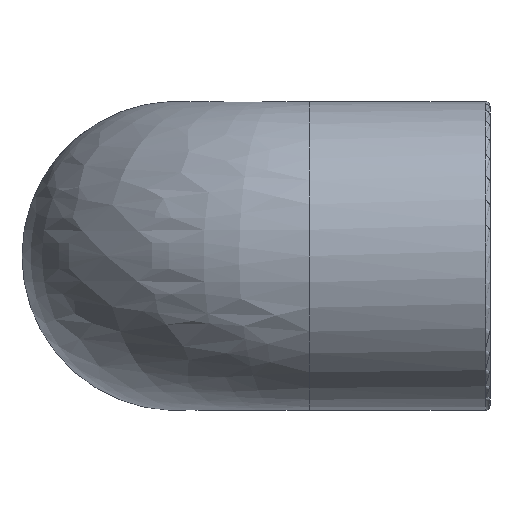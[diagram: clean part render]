
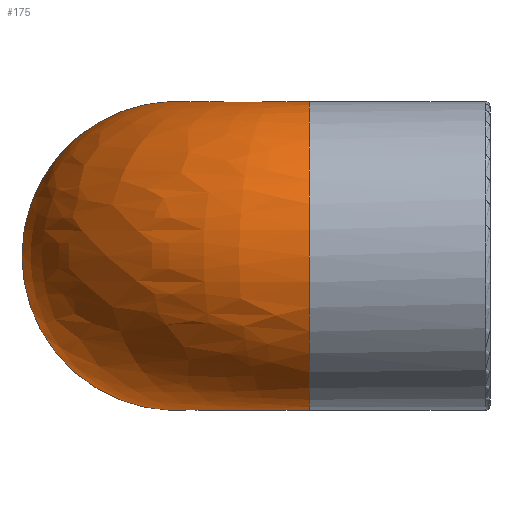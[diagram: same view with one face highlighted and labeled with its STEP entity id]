
A CAD part, left-side view. The second image highlights one B-rep face of the part: STEP entity #175.
In plain terms, the highlighted free-form (B-spline) face has degree [2, 2] with [9, 3] control points.
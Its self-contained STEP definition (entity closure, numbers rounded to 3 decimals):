
#41=CIRCLE('',#193,16.25);
#42=CIRCLE('',#194,16.25);
#55=(
BOUNDED_SURFACE()
B_SPLINE_SURFACE(2,2,((#349,#350,#351),(#352,#353,#354),(#355,#356,#357),
(#358,#359,#360),(#361,#362,#363),(#364,#365,#366),(#367,#368,#369),(#370,
#371,#372),(#373,#374,#375)),.UNSPECIFIED.,.F.,.F.,.F.)
B_SPLINE_SURFACE_WITH_KNOTS((3,2,2,2,3),(3,3),(-2.563,-1.282,
0.,1.282,2.563),(0.,
1.571),.UNSPECIFIED.)
GEOMETRIC_REPRESENTATION_ITEM()
RATIONAL_B_SPLINE_SURFACE(((1.,0.707,1.),(0.802,
0.567,0.802),(1.,0.707,1.),(0.802,
0.567,0.802),(1.,0.707,1.),(0.802,
0.567,0.802),(1.,0.707,1.),(0.802,
0.567,0.802),(1.,0.707,1.)))
REPRESENTATION_ITEM('')
SURFACE()
);
#57=FACE_OUTER_BOUND('',#72,.T.);
#72=EDGE_LOOP('',(#141,#142,#143,#144));
#101=B_SPLINE_CURVE_WITH_KNOTS('',3,(#313,#314,#315,#316,#317,#318,#319,
#320,#321,#322,#323,#324,#325,#326,#327,#328),.UNSPECIFIED.,.F.,.F.,(4,
3,3,3,3,4),(0.,0.013,0.026,
0.032,0.044,0.064),.UNSPECIFIED.);
#102=B_SPLINE_CURVE_WITH_KNOTS('',3,(#332,#333,#334,#335,#336,#337,#338,
#339,#340,#341,#342,#343,#344,#345,#346,#347),.UNSPECIFIED.,.F.,.F.,(4,
3,3,3,3,4),(0.,0.013,0.026,
0.032,0.044,0.064),.UNSPECIFIED.);
#103=VERTEX_POINT('',#311);
#104=VERTEX_POINT('',#312);
#105=VERTEX_POINT('',#329);
#106=VERTEX_POINT('',#331);
#119=EDGE_CURVE('',#103,#104,#101,.T.);
#121=EDGE_CURVE('',#106,#105,#102,.T.);
#123=EDGE_CURVE('',#105,#103,#41,.T.);
#124=EDGE_CURVE('',#106,#104,#42,.T.);
#141=ORIENTED_EDGE('',*,*,#121,.T.);
#142=ORIENTED_EDGE('',*,*,#123,.T.);
#143=ORIENTED_EDGE('',*,*,#119,.T.);
#144=ORIENTED_EDGE('',*,*,#124,.F.);
#175=ADVANCED_FACE('',(#57),#55,.F.);
#193=AXIS2_PLACEMENT_3D('',#376,#226,#227);
#194=AXIS2_PLACEMENT_3D('',#377,#228,#229);
#226=DIRECTION('center_axis',(0.,1.,0.));
#227=DIRECTION('ref_axis',(-1.,0.,0.));
#228=DIRECTION('center_axis',(1.,0.,0.));
#229=DIRECTION('ref_axis',(0.,1.,0.));
#311=CARTESIAN_POINT('',(13.582,19.,8.921));
#312=CARTESIAN_POINT('',(14.,19.418,8.921));
#313=CARTESIAN_POINT('Ctrl Pts',(13.582,19.,8.921));
#314=CARTESIAN_POINT('Ctrl Pts',(13.588,19.043,8.912));
#315=CARTESIAN_POINT('Ctrl Pts',(13.6,19.086,8.904));
#316=CARTESIAN_POINT('Ctrl Pts',(13.618,19.127,8.899));
#317=CARTESIAN_POINT('Ctrl Pts',(13.635,19.166,8.893));
#318=CARTESIAN_POINT('Ctrl Pts',(13.656,19.203,8.889));
#319=CARTESIAN_POINT('Ctrl Pts',(13.683,19.237,8.887));
#320=CARTESIAN_POINT('Ctrl Pts',(13.695,19.252,8.887));
#321=CARTESIAN_POINT('Ctrl Pts',(13.707,19.266,8.886));
#322=CARTESIAN_POINT('Ctrl Pts',(13.721,19.279,8.886));
#323=CARTESIAN_POINT('Ctrl Pts',(13.75,19.308,8.886));
#324=CARTESIAN_POINT('Ctrl Pts',(13.783,19.334,8.888));
#325=CARTESIAN_POINT('Ctrl Pts',(13.818,19.354,8.892));
#326=CARTESIAN_POINT('Ctrl Pts',(13.874,19.388,8.898));
#327=CARTESIAN_POINT('Ctrl Pts',(13.936,19.409,8.908));
#328=CARTESIAN_POINT('Ctrl Pts',(14.,19.418,8.921));
#329=CARTESIAN_POINT('',(13.582,19.,-8.921));
#331=CARTESIAN_POINT('',(14.,19.418,-8.921));
#332=CARTESIAN_POINT('Ctrl Pts',(14.,19.418,-8.921));
#333=CARTESIAN_POINT('Ctrl Pts',(13.957,19.412,-8.912));
#334=CARTESIAN_POINT('Ctrl Pts',(13.914,19.4,-8.904));
#335=CARTESIAN_POINT('Ctrl Pts',(13.873,19.382,-8.899));
#336=CARTESIAN_POINT('Ctrl Pts',(13.834,19.365,-8.893));
#337=CARTESIAN_POINT('Ctrl Pts',(13.797,19.344,-8.889));
#338=CARTESIAN_POINT('Ctrl Pts',(13.763,19.317,-8.887));
#339=CARTESIAN_POINT('Ctrl Pts',(13.748,19.305,-8.887));
#340=CARTESIAN_POINT('Ctrl Pts',(13.734,19.293,-8.886));
#341=CARTESIAN_POINT('Ctrl Pts',(13.721,19.279,-8.886));
#342=CARTESIAN_POINT('Ctrl Pts',(13.692,19.25,-8.886));
#343=CARTESIAN_POINT('Ctrl Pts',(13.666,19.217,-8.888));
#344=CARTESIAN_POINT('Ctrl Pts',(13.646,19.182,-8.892));
#345=CARTESIAN_POINT('Ctrl Pts',(13.612,19.126,-8.898));
#346=CARTESIAN_POINT('Ctrl Pts',(13.591,19.064,-8.908));
#347=CARTESIAN_POINT('Ctrl Pts',(13.582,19.,-8.921));
#349=CARTESIAN_POINT('Ctrl Pts',(13.606,19.,8.885));
#350=CARTESIAN_POINT('Ctrl Pts',(13.606,19.394,8.885));
#351=CARTESIAN_POINT('Ctrl Pts',(14.,19.394,8.885));
#352=CARTESIAN_POINT('Ctrl Pts',(6.98,19.,19.031));
#353=CARTESIAN_POINT('Ctrl Pts',(6.98,26.02,19.031));
#354=CARTESIAN_POINT('Ctrl Pts',(14.,26.02,19.031));
#355=CARTESIAN_POINT('Ctrl Pts',(-4.635,19.,15.575));
#356=CARTESIAN_POINT('Ctrl Pts',(-4.635,37.635,15.575));
#357=CARTESIAN_POINT('Ctrl Pts',(14.,37.635,15.575));
#358=CARTESIAN_POINT('Ctrl Pts',(-16.25,19.,12.118));
#359=CARTESIAN_POINT('Ctrl Pts',(-16.25,49.25,12.118));
#360=CARTESIAN_POINT('Ctrl Pts',(14.,49.25,12.118));
#361=CARTESIAN_POINT('Ctrl Pts',(-16.25,19.,0.));
#362=CARTESIAN_POINT('Ctrl Pts',(-16.25,49.25,0.));
#363=CARTESIAN_POINT('Ctrl Pts',(14.,49.25,0.));
#364=CARTESIAN_POINT('Ctrl Pts',(-16.25,19.,-12.118));
#365=CARTESIAN_POINT('Ctrl Pts',(-16.25,49.25,-12.118));
#366=CARTESIAN_POINT('Ctrl Pts',(14.,49.25,-12.118));
#367=CARTESIAN_POINT('Ctrl Pts',(-4.635,19.,-15.575));
#368=CARTESIAN_POINT('Ctrl Pts',(-4.635,37.635,-15.575));
#369=CARTESIAN_POINT('Ctrl Pts',(14.,37.635,-15.575));
#370=CARTESIAN_POINT('Ctrl Pts',(6.98,19.,-19.031));
#371=CARTESIAN_POINT('Ctrl Pts',(6.98,26.02,-19.031));
#372=CARTESIAN_POINT('Ctrl Pts',(14.,26.02,-19.031));
#373=CARTESIAN_POINT('Ctrl Pts',(13.606,19.,-8.885));
#374=CARTESIAN_POINT('Ctrl Pts',(13.606,19.394,-8.885));
#375=CARTESIAN_POINT('Ctrl Pts',(14.,19.394,-8.885));
#376=CARTESIAN_POINT('Origin',(0.,19.,0.));
#377=CARTESIAN_POINT('Origin',(14.,33.,0.));
